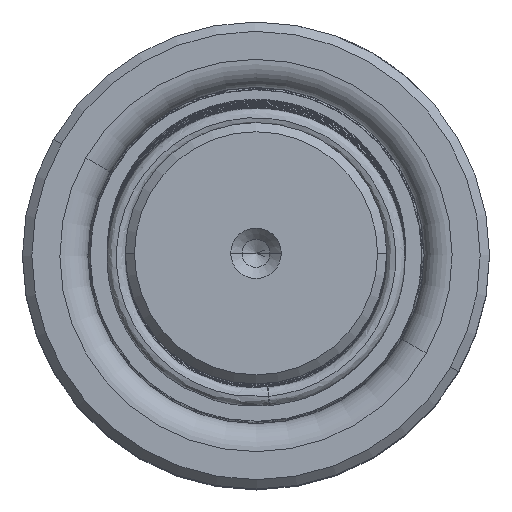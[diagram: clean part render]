
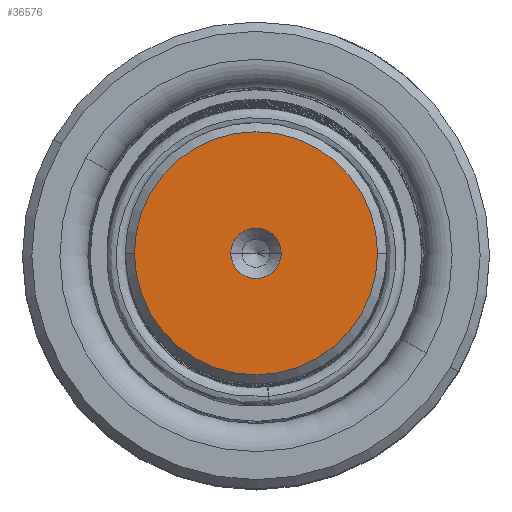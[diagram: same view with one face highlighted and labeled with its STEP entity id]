
A CAD part, top view. The second image highlights one B-rep face of the part: STEP entity #36576.
In plain terms, the highlighted planar face has unit normal (0, 0, 1).
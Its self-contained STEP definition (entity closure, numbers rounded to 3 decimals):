
#2776 = FACE_BOUND ( 'NONE', #13680, .T. ) ;
#2942 = CIRCLE ( 'NONE', #40360, 2.7 ) ;
#3560 = CIRCLE ( 'NONE', #32977, 13.012 ) ;
#5732 = DIRECTION ( 'NONE',  ( 1., 0., 0. ) ) ;
#8693 = DIRECTION ( 'NONE',  ( 1., 0., 0. ) ) ;
#12982 = CARTESIAN_POINT ( 'NONE',  ( 0., 0., 200. ) ) ;
#13680 = EDGE_LOOP ( 'NONE', ( #20806, #35610 ) ) ;
#14845 = DIRECTION ( 'NONE',  ( 0., 0., 1. ) ) ;
#15116 = EDGE_CURVE ( 'NONE', #20488, #41069, #32062, .T. ) ;
#16142 = CARTESIAN_POINT ( 'NONE',  ( -13.012, 0., 200. ) ) ;
#17532 = VERTEX_POINT ( 'NONE', #47786 ) ;
#17554 = AXIS2_PLACEMENT_3D ( 'NONE', #49771, #34626, #22253 ) ;
#17884 = EDGE_CURVE ( 'NONE', #17532, #34201, #23845, .T. ) ;
#18016 = EDGE_CURVE ( 'NONE', #41069, #20488, #2942, .T. ) ;
#18748 = CARTESIAN_POINT ( 'NONE',  ( 0., 0., 200. ) ) ;
#19291 = DIRECTION ( 'NONE',  ( 1., 0., 0. ) ) ;
#19456 = DIRECTION ( 'NONE',  ( 0., 0., 1. ) ) ;
#20488 = VERTEX_POINT ( 'NONE', #29991 ) ;
#20806 = ORIENTED_EDGE ( 'NONE', *, *, #15116, .F. ) ;
#22253 = DIRECTION ( 'NONE',  ( 1., 0., 0. ) ) ;
#23440 = EDGE_LOOP ( 'NONE', ( #37738, #36099 ) ) ;
#23845 = CIRCLE ( 'NONE', #49152, 13.012 ) ;
#23892 = CARTESIAN_POINT ( 'NONE',  ( 0., 0., 200. ) ) ;
#24566 = CARTESIAN_POINT ( 'NONE',  ( -2.7, 0., 200. ) ) ;
#27260 = CARTESIAN_POINT ( 'NONE',  ( 0., 0., 200. ) ) ;
#29743 = EDGE_CURVE ( 'NONE', #34201, #17532, #3560, .T. ) ;
#29991 = CARTESIAN_POINT ( 'NONE',  ( 2.7, 0., 200. ) ) ;
#32062 = CIRCLE ( 'NONE', #17554, 2.7 ) ;
#32977 = AXIS2_PLACEMENT_3D ( 'NONE', #18748, #14845, #37571 ) ;
#34201 = VERTEX_POINT ( 'NONE', #16142 ) ;
#34281 = FACE_OUTER_BOUND ( 'NONE', #23440, .T. ) ;
#34626 = DIRECTION ( 'NONE',  ( 0., 0., 1. ) ) ;
#35610 = ORIENTED_EDGE ( 'NONE', *, *, #18016, .F. ) ;
#36099 = ORIENTED_EDGE ( 'NONE', *, *, #17884, .T. ) ;
#36576 = ADVANCED_FACE ( 'NONE', ( #2776, #34281 ), #47172, .T. ) ;
#37571 = DIRECTION ( 'NONE',  ( 1., 0., 0. ) ) ;
#37738 = ORIENTED_EDGE ( 'NONE', *, *, #29743, .T. ) ;
#39530 = DIRECTION ( 'NONE',  ( 0., 0., 1. ) ) ;
#40119 = DIRECTION ( 'NONE',  ( 0., 0., 1. ) ) ;
#40360 = AXIS2_PLACEMENT_3D ( 'NONE', #12982, #40119, #5732 ) ;
#41069 = VERTEX_POINT ( 'NONE', #24566 ) ;
#46804 = AXIS2_PLACEMENT_3D ( 'NONE', #23892, #39530, #8693 ) ;
#47172 = PLANE ( 'NONE',  #46804 ) ;
#47786 = CARTESIAN_POINT ( 'NONE',  ( 13.012, 0., 200. ) ) ;
#49152 = AXIS2_PLACEMENT_3D ( 'NONE', #27260, #19456, #19291 ) ;
#49771 = CARTESIAN_POINT ( 'NONE',  ( 0., 0., 200. ) ) ;
